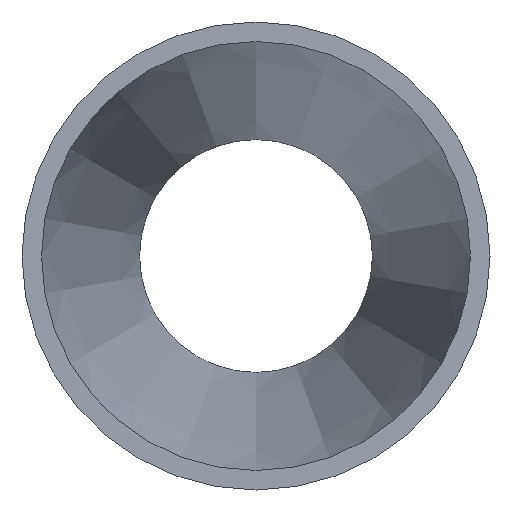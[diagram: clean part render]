
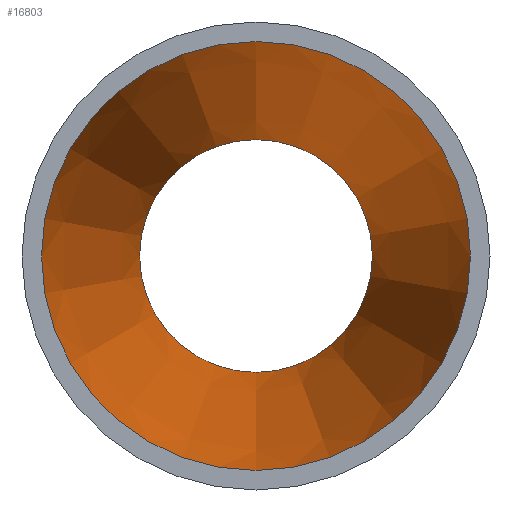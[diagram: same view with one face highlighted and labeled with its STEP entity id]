
A CAD part, front view. The second image highlights one B-rep face of the part: STEP entity #16803.
In plain terms, the highlighted conical face has half-angle 9.648 degrees and reference radius 33.457 mm.
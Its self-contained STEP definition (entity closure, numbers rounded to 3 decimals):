
#951 = CARTESIAN_POINT ( 'NONE',  ( 0., 0., 0. ) ) ;
#2177 = AXIS2_PLACEMENT_3D ( 'NONE', #951, #24817, #12657 ) ;
#2263 = VERTEX_POINT ( 'NONE', #16038 ) ;
#2364 = DIRECTION ( 'NONE',  ( 0., 0., -1. ) ) ;
#2626 = CARTESIAN_POINT ( 'NONE',  ( 0., 0., 0. ) ) ;
#7821 = DIRECTION ( 'NONE',  ( 0., -1., 0. ) ) ;
#8294 = EDGE_LOOP ( 'NONE', ( #14805 ) ) ;
#8406 = CONICAL_SURFACE ( 'NONE', #2177, 33.457, 0.168 ) ;
#10212 = VERTEX_POINT ( 'NONE', #18116 ) ;
#10361 = EDGE_CURVE ( 'NONE', #2263, #2263, #11684, .T. ) ;
#11583 = EDGE_LOOP ( 'NONE', ( #19411 ) ) ;
#11684 = CIRCLE ( 'NONE', #17499, 33.457 ) ;
#12657 = DIRECTION ( 'NONE',  ( 0., 0., -1. ) ) ;
#13401 = CARTESIAN_POINT ( 'NONE',  ( 0., 90., 0. ) ) ;
#13941 = DIRECTION ( 'NONE',  ( 0., -1., 0. ) ) ;
#14805 = ORIENTED_EDGE ( 'NONE', *, *, #10361, .T. ) ;
#15779 = FACE_OUTER_BOUND ( 'NONE', #8294, .T. ) ;
#16038 = CARTESIAN_POINT ( 'NONE',  ( 0., 0., -33.457 ) ) ;
#16803 = ADVANCED_FACE ( 'NONE', ( #22259, #15779 ), #8406, .F. ) ;
#17499 = AXIS2_PLACEMENT_3D ( 'NONE', #2626, #13941, #2364 ) ;
#18116 = CARTESIAN_POINT ( 'NONE',  ( 0., 90., -18.157 ) ) ;
#18746 = CIRCLE ( 'NONE', #20817, 18.157 ) ;
#19364 = EDGE_CURVE ( 'NONE', #10212, #10212, #18746, .T. ) ;
#19411 = ORIENTED_EDGE ( 'NONE', *, *, #19364, .F. ) ;
#20817 = AXIS2_PLACEMENT_3D ( 'NONE', #13401, #7821, #23119 ) ;
#22259 = FACE_BOUND ( 'NONE', #11583, .T. ) ;
#23119 = DIRECTION ( 'NONE',  ( 0., 0., -1. ) ) ;
#24817 = DIRECTION ( 'NONE',  ( 0., -1., 0. ) ) ;
